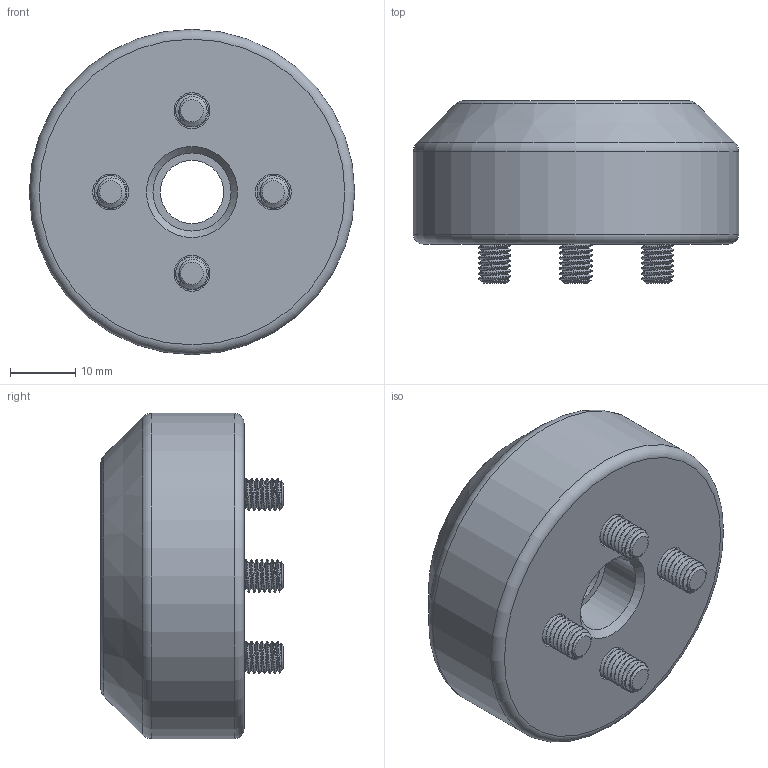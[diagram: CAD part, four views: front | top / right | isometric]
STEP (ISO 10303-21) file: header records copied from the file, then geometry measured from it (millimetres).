
FILE_DESCRIPTION(/* description */ ('SUBASSY, TIP, AC218, ADAPTOR CAPTIVE ENDING'),/* implementation_level */ '2;1');
FILE_NAME(/* name */ '190-202-0120.stp',/* time_stamp */ '2021-06-11T13:37:35-04:00',/* author */ ('sboulais'),/* organization */ (''),/* preprocessor_version */ 'ST-DEVELOPER v18.1',/* originating_system */ 'Autodesk Inventor 2020',/* authorisation */ '');
FILE_SCHEMA (('AUTOMOTIVE_DESIGN { 1 0 10303 214 3 1 1 }'));
Length unit declared in the file: inch
Products named in the file (3): 190-202-0120; 190-132-0125; 000-100-0368-Z00
Assembly tree (5 placements, depth 2):
  190-202-0120
    190-132-0125
    000-100-0368-Z00  x4
Bounding box: 50 x 28 x 50 mm (x, y, z)
Volume: 35794.1 mm3; surface area: 11785 mm2
Topology: 5 solids, 5 shells, 299 faces, 812 edges, 536 vertices
Faces by surface type: cylinder 199, plane 47, cone 42, bspline 8, torus 3
Full cylindrical faces by diameter (mm): 3.961 x84, 5 x88, 5.5 x4, 8.5 x4, 9.5 x4, 9.728 x1, 12 x1, 50 x1
Entity records: 7232 total; most frequent: CARTESIAN_POINT 4880, ORIENTED_EDGE 502, DIRECTION 418, EDGE_CURVE 251, AXIS2_PLACEMENT_3D 172, VERTEX_POINT 170, EDGE_LOOP 109, B_SPLINE_CURVE_WITH_KNOTS 97
